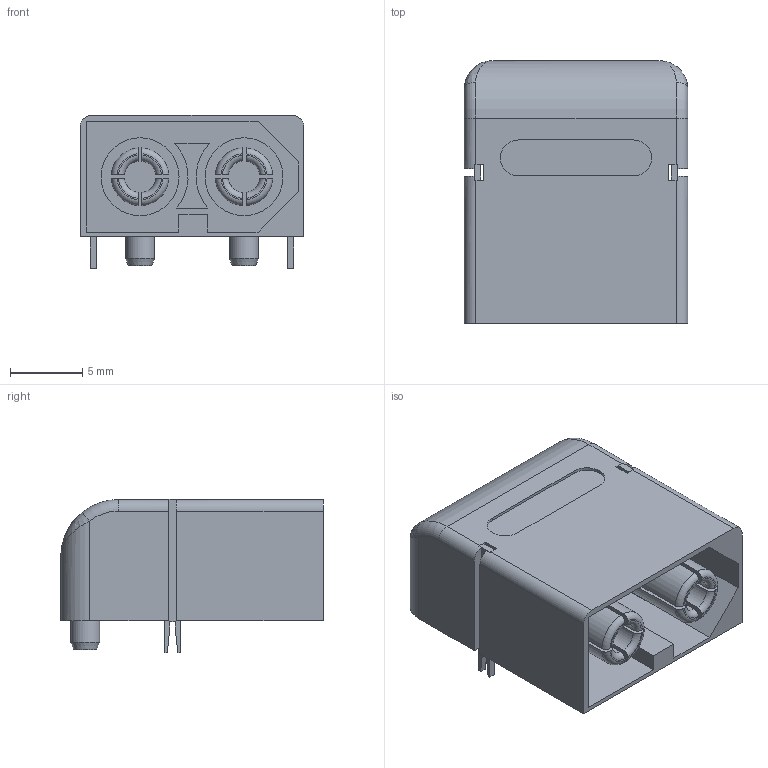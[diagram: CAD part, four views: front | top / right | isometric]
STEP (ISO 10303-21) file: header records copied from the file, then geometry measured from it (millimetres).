
FILE_DESCRIPTION(/* description */ ('STEP AP214'),/* implementation_level */ '2;1');
FILE_NAME(/* name */ 'AMASS - XT60PW-M.step',/* time_stamp */ '2025-12-03T00:41:30Z',/* author */ (''),/* organization */ (''),/* preprocessor_version */ 'ST-DEVELOPER v20.1',/* originating_system */ 'Autodesk Translation Framework v14.21.0.0',/* authorisation */ '');
FILE_SCHEMA (('AUTOMOTIVE_DESIGN { 1 0 10303 214 3 1 1 }'));
Length unit declared in the file: millimetre
Products named in the file (1): XT60PW-M
Bounding box: 15.5 x 18.2 x 10.6 mm (x, y, z)
Volume: 1528.6 mm3; surface area: 2073.2 mm2
Topology: 1 solids, 1 shells, 165 faces, 429 edges, 282 vertices
Faces by surface type: plane 110, cylinder 33, torus 18, cone 2, bspline 2
Full cylindrical faces by diameter (mm): 2 x2, 2.2 x2, 5.4 x2
Entity records: 5637 total; most frequent: CARTESIAN_POINT 1369, ORIENTED_EDGE 854, DIRECTION 809, EDGE_CURVE 427, LINE 301, VECTOR 301, VERTEX_POINT 282, AXIS2_PLACEMENT_3D 254
